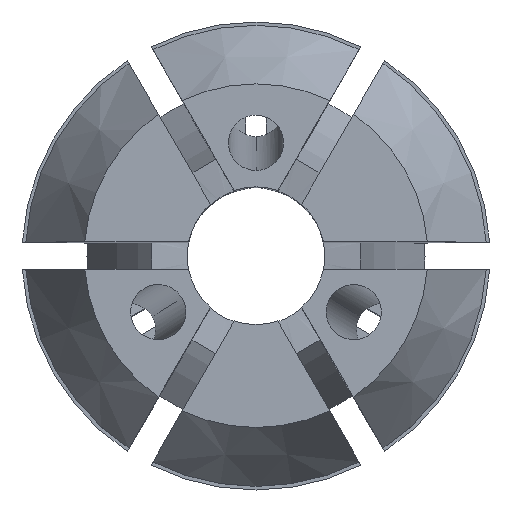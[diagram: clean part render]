
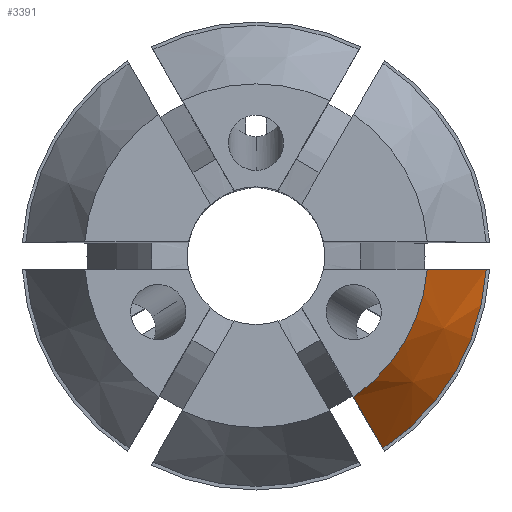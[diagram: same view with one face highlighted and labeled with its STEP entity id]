
A CAD part, top view. The second image highlights one B-rep face of the part: STEP entity #3391.
In plain terms, the highlighted conical face has half-angle 30 degrees and reference radius 8.375 mm.
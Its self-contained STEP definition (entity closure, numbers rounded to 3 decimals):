
#13 = AXIS2_PLACEMENT_3D ( 'NONE', #454, #3179, #1368 ) ;
#29 = CARTESIAN_POINT ( 'NONE',  ( 3.9, -5.755, 26.268 ) ) ;
#65 = CARTESIAN_POINT ( 'NONE',  ( 4.613, -6.99, 23.803 ) ) ;
#158 = B_SPLINE_CURVE_WITH_KNOTS ( 'NONE', 3,
 ( #1273, #2218, #1011, #345 ),
 .UNSPECIFIED., .F., .F.,
 ( 4, 4 ),
 ( 0.012, 0.016 ),
 .UNSPECIFIED. ) ;
#345 = CARTESIAN_POINT ( 'NONE',  ( 6.22, -0.5, 27.5 ) ) ;
#438 = CARTESIAN_POINT ( 'NONE',  ( 0., 0., 23.803 ) ) ;
#454 = CARTESIAN_POINT ( 'NONE',  ( 0., 0., 23.803 ) ) ;
#523 = CARTESIAN_POINT ( 'NONE',  ( 4.613, -6.99, 23.803 ) ) ;
#678 = CIRCLE ( 'NONE', #3471, 8.375 ) ;
#722 = ORIENTED_EDGE ( 'NONE', *, *, #2332, .T. ) ;
#920 = CARTESIAN_POINT ( 'NONE',  ( 3.543, -5.137, 27.5 ) ) ;
#1011 = CARTESIAN_POINT ( 'NONE',  ( 6.934, -0.5, 26.268 ) ) ;
#1273 = CARTESIAN_POINT ( 'NONE',  ( 8.36, -0.5, 23.803 ) ) ;
#1275 = CARTESIAN_POINT ( 'NONE',  ( 3.543, -5.137, 27.5 ) ) ;
#1357 = VERTEX_POINT ( 'NONE', #920 ) ;
#1368 = DIRECTION ( 'NONE',  ( -1., 0., 0. ) ) ;
#1404 = B_SPLINE_CURVE_WITH_KNOTS ( 'NONE', 3,
 ( #1275, #29, #3440, #65 ),
 .UNSPECIFIED., .F., .F.,
 ( 4, 4 ),
 ( 0., 0.004 ),
 .UNSPECIFIED. ) ;
#1648 = DIRECTION ( 'NONE',  ( 0., 0., -1. ) ) ;
#1759 = ORIENTED_EDGE ( 'NONE', *, *, #3378, .T. ) ;
#1807 = CIRCLE ( 'NONE', #1842, 6.24 ) ;
#1831 = EDGE_LOOP ( 'NONE', ( #1759, #722, #1872, #3020 ) ) ;
#1842 = AXIS2_PLACEMENT_3D ( 'NONE', #3217, #3821, #1964 ) ;
#1872 = ORIENTED_EDGE ( 'NONE', *, *, #2542, .F. ) ;
#1964 = DIRECTION ( 'NONE',  ( -1., 0., 0. ) ) ;
#2136 = CONICAL_SURFACE ( 'NONE', #13, 8.375, 0.524 ) ;
#2218 = CARTESIAN_POINT ( 'NONE',  ( 7.647, -0.5, 25.035 ) ) ;
#2332 = EDGE_CURVE ( 'NONE', #1357, #2629, #1404, .T. ) ;
#2542 = EDGE_CURVE ( 'NONE', #3594, #2629, #678, .T. ) ;
#2629 = VERTEX_POINT ( 'NONE', #523 ) ;
#2843 = DIRECTION ( 'NONE',  ( -1., 0., 0. ) ) ;
#3005 = CARTESIAN_POINT ( 'NONE',  ( 8.36, -0.5, 23.803 ) ) ;
#3020 = ORIENTED_EDGE ( 'NONE', *, *, #3248, .T. ) ;
#3179 = DIRECTION ( 'NONE',  ( 0., 0., -1. ) ) ;
#3200 = CARTESIAN_POINT ( 'NONE',  ( 6.22, -0.5, 27.5 ) ) ;
#3217 = CARTESIAN_POINT ( 'NONE',  ( 0., 0., 27.5 ) ) ;
#3248 = EDGE_CURVE ( 'NONE', #3594, #3963, #158, .T. ) ;
#3378 = EDGE_CURVE ( 'NONE', #3963, #1357, #1807, .T. ) ;
#3391 = ADVANCED_FACE ( 'NONE', ( #3842 ), #2136, .T. ) ;
#3440 = CARTESIAN_POINT ( 'NONE',  ( 4.257, -6.373, 25.035 ) ) ;
#3471 = AXIS2_PLACEMENT_3D ( 'NONE', #438, #1648, #2843 ) ;
#3594 = VERTEX_POINT ( 'NONE', #3005 ) ;
#3821 = DIRECTION ( 'NONE',  ( 0., 0., -1. ) ) ;
#3842 = FACE_OUTER_BOUND ( 'NONE', #1831, .T. ) ;
#3963 = VERTEX_POINT ( 'NONE', #3200 ) ;
